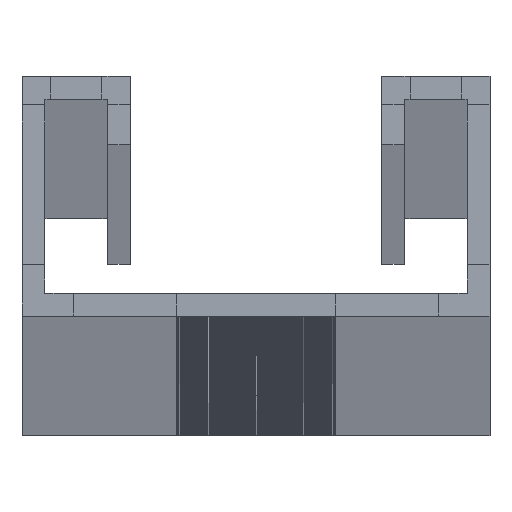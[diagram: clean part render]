
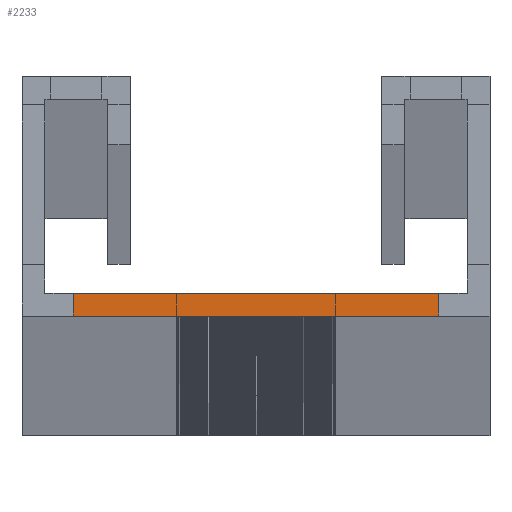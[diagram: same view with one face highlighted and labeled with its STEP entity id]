
A CAD part, top view. The second image highlights one B-rep face of the part: STEP entity #2233.
In plain terms, the highlighted planar face has unit normal (0, 0, 1).
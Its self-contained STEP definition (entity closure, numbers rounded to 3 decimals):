
#59 = CARTESIAN_POINT ( 'NONE',  ( 16., 0., 6000. ) ) ;
#89 = CARTESIAN_POINT ( 'NONE',  ( 16., 0., 6000. ) ) ;
#713 = LINE ( 'NONE', #17345, #3623 ) ;
#1110 = ORIENTED_EDGE ( 'NONE', *, *, #15254, .T. ) ;
#1165 = EDGE_CURVE ( 'NONE', #8670, #8906, #3811, .T. ) ;
#1438 = FACE_OUTER_BOUND ( 'NONE', #9211, .T. ) ;
#1866 = DIRECTION ( 'NONE',  ( 1., 0., 0. ) ) ;
#2000 = DIRECTION ( 'NONE',  ( 0., -1., 0. ) ) ;
#2233 = ADVANCED_FACE ( 'NONE', ( #1438 ), #7051, .T. ) ;
#2426 = AXIS2_PLACEMENT_3D ( 'NONE', #6205, #10429, #15951 ) ;
#2611 = EDGE_CURVE ( 'NONE', #4149, #16778, #713, .T. ) ;
#3623 = VECTOR ( 'NONE', #2000, 1000. ) ;
#3811 = LINE ( 'NONE', #8036, #14997 ) ;
#4149 = VERTEX_POINT ( 'NONE', #16755 ) ;
#4249 = EDGE_CURVE ( 'NONE', #4149, #8906, #9957, .T. ) ;
#6205 = CARTESIAN_POINT ( 'NONE',  ( 18.5, 4.5, 6000. ) ) ;
#7051 = PLANE ( 'NONE',  #2426 ) ;
#8036 = CARTESIAN_POINT ( 'NONE',  ( 16., 0., 6000. ) ) ;
#8351 = ORIENTED_EDGE ( 'NONE', *, *, #4249, .F. ) ;
#8534 = CARTESIAN_POINT ( 'NONE',  ( -16., 0., 6000. ) ) ;
#8670 = VERTEX_POINT ( 'NONE', #59 ) ;
#8906 = VERTEX_POINT ( 'NONE', #17607 ) ;
#9211 = EDGE_LOOP ( 'NONE', ( #1110, #14681, #8351, #15089 ) ) ;
#9957 = LINE ( 'NONE', #14362, #10372 ) ;
#10372 = VECTOR ( 'NONE', #1866, 1000. ) ;
#10429 = DIRECTION ( 'NONE',  ( 0., 0., 1. ) ) ;
#11577 = LINE ( 'NONE', #89, #13363 ) ;
#13363 = VECTOR ( 'NONE', #17175, 1000. ) ;
#13624 = DIRECTION ( 'NONE',  ( 0., 1., 0. ) ) ;
#14362 = CARTESIAN_POINT ( 'NONE',  ( 16., 2., 6000. ) ) ;
#14681 = ORIENTED_EDGE ( 'NONE', *, *, #1165, .T. ) ;
#14997 = VECTOR ( 'NONE', #13624, 1000. ) ;
#15089 = ORIENTED_EDGE ( 'NONE', *, *, #2611, .T. ) ;
#15254 = EDGE_CURVE ( 'NONE', #16778, #8670, #11577, .T. ) ;
#15951 = DIRECTION ( 'NONE',  ( 1., 0., 0. ) ) ;
#16755 = CARTESIAN_POINT ( 'NONE',  ( -16., 2., 6000. ) ) ;
#16778 = VERTEX_POINT ( 'NONE', #8534 ) ;
#17175 = DIRECTION ( 'NONE',  ( 1., 0., 0. ) ) ;
#17345 = CARTESIAN_POINT ( 'NONE',  ( -16., 2., 6000. ) ) ;
#17607 = CARTESIAN_POINT ( 'NONE',  ( 16., 2., 6000. ) ) ;
